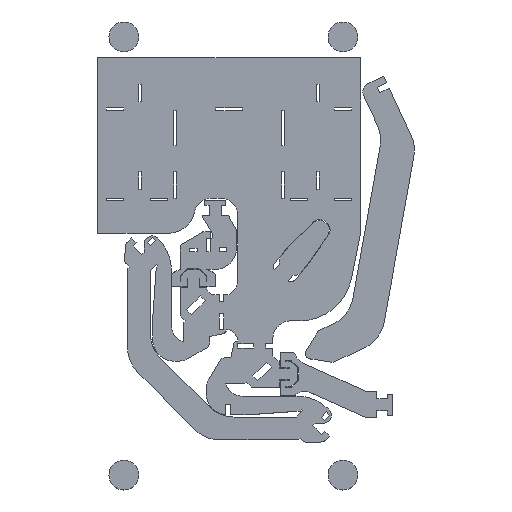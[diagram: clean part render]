
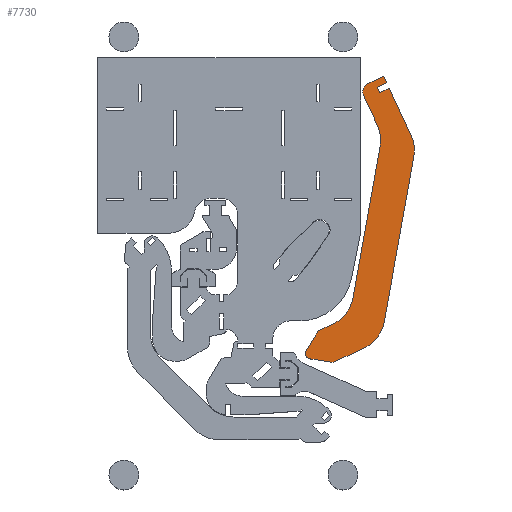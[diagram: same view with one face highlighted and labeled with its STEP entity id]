
A CAD part, top view. The second image highlights one B-rep face of the part: STEP entity #7730.
In plain terms, the highlighted planar face has unit normal (0, 0, 1).
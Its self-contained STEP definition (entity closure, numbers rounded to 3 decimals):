
#218=CIRCLE('',#8244,2.);
#220=CIRCLE('',#8248,2.);
#222=CIRCLE('',#8252,0.5);
#224=CIRCLE('',#8261,2.);
#226=CIRCLE('',#8265,2.);
#228=CIRCLE('',#8269,0.5);
#230=CIRCLE('',#8273,0.3);
#232=CIRCLE('',#8277,0.5);
#685=FACE_OUTER_BOUND('',#1118,.T.);
#1118=EDGE_LOOP('',(#7003,#7004,#7005,#7006,#7007,#7008,#7009,#7010,#7011,
#7012,#7013,#7014,#7015,#7016,#7017,#7018,#7019,#7020,#7021,#7022,#7023));
#2027=LINE('',#12396,#2974);
#2031=LINE('',#12408,#2978);
#2035=LINE('',#12420,#2982);
#2038=LINE('',#12426,#2985);
#2041=LINE('',#12432,#2988);
#2044=LINE('',#12438,#2991);
#2047=LINE('',#12444,#2994);
#2050=LINE('',#12450,#2997);
#2054=LINE('',#12462,#3001);
#2058=LINE('',#12474,#3005);
#2062=LINE('',#12486,#3009);
#2066=LINE('',#12498,#3013);
#2070=LINE('',#12508,#3017);
#2974=VECTOR('',#10173,10.);
#2978=VECTOR('',#10185,10.);
#2982=VECTOR('',#10197,10.);
#2985=VECTOR('',#10202,10.);
#2988=VECTOR('',#10207,10.);
#2991=VECTOR('',#10212,10.);
#2994=VECTOR('',#10217,10.);
#2997=VECTOR('',#10222,10.);
#3001=VECTOR('',#10234,10.);
#3005=VECTOR('',#10246,10.);
#3009=VECTOR('',#10258,10.);
#3013=VECTOR('',#10270,10.);
#3017=VECTOR('',#10282,10.);
#3710=VERTEX_POINT('',#12387);
#3711=VERTEX_POINT('',#12389);
#3713=VERTEX_POINT('',#12395);
#3715=VERTEX_POINT('',#12401);
#3717=VERTEX_POINT('',#12407);
#3719=VERTEX_POINT('',#12413);
#3721=VERTEX_POINT('',#12419);
#3723=VERTEX_POINT('',#12425);
#3725=VERTEX_POINT('',#12431);
#3727=VERTEX_POINT('',#12437);
#3729=VERTEX_POINT('',#12443);
#3731=VERTEX_POINT('',#12449);
#3733=VERTEX_POINT('',#12455);
#3735=VERTEX_POINT('',#12461);
#3737=VERTEX_POINT('',#12467);
#3739=VERTEX_POINT('',#12473);
#3741=VERTEX_POINT('',#12479);
#3743=VERTEX_POINT('',#12485);
#3745=VERTEX_POINT('',#12491);
#3747=VERTEX_POINT('',#12497);
#3749=VERTEX_POINT('',#12503);
#4788=EDGE_CURVE('',#3711,#3710,#218,.T.);
#4791=EDGE_CURVE('',#3713,#3711,#2027,.T.);
#4794=EDGE_CURVE('',#3715,#3713,#220,.T.);
#4797=EDGE_CURVE('',#3717,#3715,#2031,.T.);
#4800=EDGE_CURVE('',#3719,#3717,#222,.T.);
#4803=EDGE_CURVE('',#3721,#3719,#2035,.T.);
#4806=EDGE_CURVE('',#3723,#3721,#2038,.T.);
#4809=EDGE_CURVE('',#3725,#3723,#2041,.T.);
#4812=EDGE_CURVE('',#3727,#3725,#2044,.T.);
#4815=EDGE_CURVE('',#3729,#3727,#2047,.T.);
#4818=EDGE_CURVE('',#3731,#3729,#2050,.T.);
#4821=EDGE_CURVE('',#3733,#3731,#224,.T.);
#4824=EDGE_CURVE('',#3735,#3733,#2054,.T.);
#4827=EDGE_CURVE('',#3737,#3735,#226,.T.);
#4830=EDGE_CURVE('',#3739,#3737,#2058,.T.);
#4833=EDGE_CURVE('',#3741,#3739,#228,.T.);
#4836=EDGE_CURVE('',#3743,#3741,#2062,.T.);
#4839=EDGE_CURVE('',#3745,#3743,#230,.T.);
#4842=EDGE_CURVE('',#3747,#3745,#2066,.T.);
#4845=EDGE_CURVE('',#3749,#3747,#232,.T.);
#4848=EDGE_CURVE('',#3710,#3749,#2070,.T.);
#7003=ORIENTED_EDGE('',*,*,#4848,.T.);
#7004=ORIENTED_EDGE('',*,*,#4845,.T.);
#7005=ORIENTED_EDGE('',*,*,#4842,.T.);
#7006=ORIENTED_EDGE('',*,*,#4839,.T.);
#7007=ORIENTED_EDGE('',*,*,#4836,.T.);
#7008=ORIENTED_EDGE('',*,*,#4833,.T.);
#7009=ORIENTED_EDGE('',*,*,#4830,.T.);
#7010=ORIENTED_EDGE('',*,*,#4827,.T.);
#7011=ORIENTED_EDGE('',*,*,#4824,.T.);
#7012=ORIENTED_EDGE('',*,*,#4821,.T.);
#7013=ORIENTED_EDGE('',*,*,#4818,.T.);
#7014=ORIENTED_EDGE('',*,*,#4815,.T.);
#7015=ORIENTED_EDGE('',*,*,#4812,.T.);
#7016=ORIENTED_EDGE('',*,*,#4809,.T.);
#7017=ORIENTED_EDGE('',*,*,#4806,.T.);
#7018=ORIENTED_EDGE('',*,*,#4803,.T.);
#7019=ORIENTED_EDGE('',*,*,#4800,.T.);
#7020=ORIENTED_EDGE('',*,*,#4797,.T.);
#7021=ORIENTED_EDGE('',*,*,#4794,.T.);
#7022=ORIENTED_EDGE('',*,*,#4791,.T.);
#7023=ORIENTED_EDGE('',*,*,#4788,.T.);
#7353=PLANE('',#8279);
#7730=ADVANCED_FACE('',(#685),#7353,.T.);
#8244=AXIS2_PLACEMENT_3D('',#12390,#10167,#10168);
#8248=AXIS2_PLACEMENT_3D('',#12402,#10179,#10180);
#8252=AXIS2_PLACEMENT_3D('',#12414,#10191,#10192);
#8261=AXIS2_PLACEMENT_3D('',#12456,#10228,#10229);
#8265=AXIS2_PLACEMENT_3D('',#12468,#10240,#10241);
#8269=AXIS2_PLACEMENT_3D('',#12480,#10252,#10253);
#8273=AXIS2_PLACEMENT_3D('',#12492,#10264,#10265);
#8277=AXIS2_PLACEMENT_3D('',#12504,#10276,#10277);
#8279=AXIS2_PLACEMENT_3D('',#12509,#10283,#10284);
#10167=DIRECTION('center_axis',(0.,0.,-1.));
#10168=DIRECTION('ref_axis',(0.423,-0.906,0.));
#10173=DIRECTION('',(-0.176,-0.984,0.));
#10179=DIRECTION('center_axis',(0.,0.,-1.));
#10180=DIRECTION('ref_axis',(0.984,-0.176,0.));
#10185=DIRECTION('',(0.423,-0.906,0.));
#10191=DIRECTION('center_axis',(0.,0.,1.));
#10192=DIRECTION('ref_axis',(-0.423,0.906,0.));
#10197=DIRECTION('',(-0.906,-0.423,0.));
#10202=DIRECTION('',(-0.423,0.906,0.));
#10207=DIRECTION('',(0.906,0.423,0.));
#10212=DIRECTION('',(-0.423,0.906,0.));
#10217=DIRECTION('',(-0.906,-0.423,0.));
#10222=DIRECTION('',(-0.423,0.906,0.));
#10228=DIRECTION('center_axis',(0.,0.,1.));
#10229=DIRECTION('ref_axis',(0.984,-0.176,0.));
#10234=DIRECTION('',(0.176,0.984,0.));
#10240=DIRECTION('center_axis',(0.,0.,1.));
#10241=DIRECTION('ref_axis',(0.423,-0.906,0.));
#10246=DIRECTION('',(0.906,0.423,0.));
#10252=DIRECTION('center_axis',(0.,0.,1.));
#10253=DIRECTION('ref_axis',(-0.151,-0.989,0.));
#10258=DIRECTION('',(0.989,-0.151,0.));
#10264=DIRECTION('center_axis',(0.,0.,1.));
#10265=DIRECTION('ref_axis',(-0.854,0.52,0.));
#10270=DIRECTION('',(-0.52,-0.854,0.));
#10276=DIRECTION('center_axis',(0.,0.,1.));
#10277=DIRECTION('ref_axis',(-0.423,0.906,0.));
#10282=DIRECTION('',(-0.906,-0.423,0.));
#10283=DIRECTION('center_axis',(0.,0.,1.));
#10284=DIRECTION('ref_axis',(1.,0.,0.));
#12387=CARTESIAN_POINT('',(11.94,-3.868,0.3));
#12389=CARTESIAN_POINT('',(13.064,-2.408,0.3));
#12390=CARTESIAN_POINT('Origin',(11.095,-2.056,0.3));
#12395=CARTESIAN_POINT('',(14.618,6.27,0.3));
#12396=CARTESIAN_POINT('',(14.618,6.27,0.3));
#12401=CARTESIAN_POINT('',(14.461,7.468,0.3));
#12402=CARTESIAN_POINT('Origin',(12.649,6.622,0.3));
#12407=CARTESIAN_POINT('',(13.673,9.159,0.3));
#12408=CARTESIAN_POINT('',(13.673,9.159,0.3));
#12413=CARTESIAN_POINT('',(13.915,9.824,0.3));
#12414=CARTESIAN_POINT('Origin',(14.126,9.371,0.3));
#12419=CARTESIAN_POINT('',(14.821,10.246,0.3));
#12420=CARTESIAN_POINT('',(14.821,10.246,0.3));
#12425=CARTESIAN_POINT('',(14.99,9.884,0.3));
#12426=CARTESIAN_POINT('',(14.99,9.884,0.3));
#12431=CARTESIAN_POINT('',(14.446,9.63,0.3));
#12432=CARTESIAN_POINT('',(14.446,9.63,0.3));
#12437=CARTESIAN_POINT('',(14.594,9.313,0.3));
#12438=CARTESIAN_POINT('',(14.594,9.313,0.3));
#12443=CARTESIAN_POINT('',(15.138,9.567,0.3));
#12444=CARTESIAN_POINT('',(15.138,9.567,0.3));
#12449=CARTESIAN_POINT('',(16.389,6.884,0.3));
#12450=CARTESIAN_POINT('',(16.389,6.884,0.3));
#12455=CARTESIAN_POINT('',(16.545,5.686,0.3));
#12456=CARTESIAN_POINT('Origin',(14.576,6.039,0.3));
#12461=CARTESIAN_POINT('',(14.85,-3.782,0.3));
#12462=CARTESIAN_POINT('',(14.85,-3.782,0.3));
#12467=CARTESIAN_POINT('',(13.726,-5.242,0.3));
#12468=CARTESIAN_POINT('Origin',(12.881,-3.43,0.3));
#12473=CARTESIAN_POINT('',(12.085,-6.008,0.3));
#12474=CARTESIAN_POINT('',(12.085,-6.008,0.3));
#12479=CARTESIAN_POINT('',(11.798,-6.049,0.3));
#12480=CARTESIAN_POINT('Origin',(11.874,-5.555,0.3));
#12485=CARTESIAN_POINT('',(10.611,-5.867,0.3));
#12486=CARTESIAN_POINT('',(10.611,-5.867,0.3));
#12491=CARTESIAN_POINT('',(10.4,-5.415,0.3));
#12492=CARTESIAN_POINT('Origin',(10.656,-5.571,0.3));
#12497=CARTESIAN_POINT('',(11.024,-4.388,0.3));
#12498=CARTESIAN_POINT('',(11.024,-4.388,0.3));
#12503=CARTESIAN_POINT('',(11.24,-4.195,0.3));
#12504=CARTESIAN_POINT('Origin',(11.451,-4.648,0.3));
#12508=CARTESIAN_POINT('',(11.94,-3.868,0.3));
#12509=CARTESIAN_POINT('Origin',(13.466,2.096,0.3));
